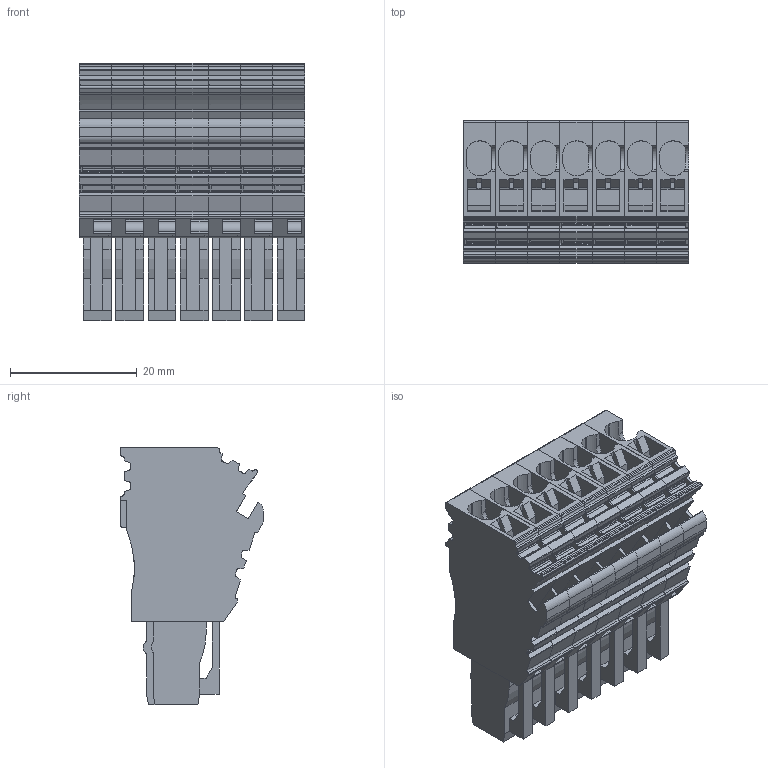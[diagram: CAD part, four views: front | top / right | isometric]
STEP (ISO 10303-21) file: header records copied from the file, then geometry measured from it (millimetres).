
FILE_DESCRIPTION(('CATIA V5R22 STEP214','CAx-IF Rec.Pracs.--- Model Styling and Organization---1.4--- 2014-01-23'),'2;1');
FILE_NAME ('022653-2_0', '2021-04-21T07:12:57+00:00', ('Weidmueller Interface'), ('Weidmueller'), 'CATIA Version 5-6 Release 2016 SP3 HF44', 'CATIA V5 STEP AP214', 'none');
FILE_SCHEMA(('AUTOMOTIVE_DESIGN { 1 0 10303 214 1 1 1 1 }'));
Products named in the file (1): 34456 ZP 2.5/1AN/QV/..._AllCATPart
Bounding box: 35.7 x 22.55 x 40.75 mm (x, y, z)
Volume: 17067.4 mm3; surface area: 17240.6 mm2
Topology: 7 solids, 7 shells, 2189 faces, 6528 edges, 4369 vertices
Faces by surface type: plane 1252, cylinder 918, extrusion 19
Entity records: 71941 total; most frequent: CARTESIAN_POINT 14774, ORIENTED_EDGE 13056, DIRECTION 9984, EDGE_CURVE 6528, VECTOR 4549, LINE 4530, VERTEX_POINT 4369, AXIS2_PLACEMENT_3D 3442
